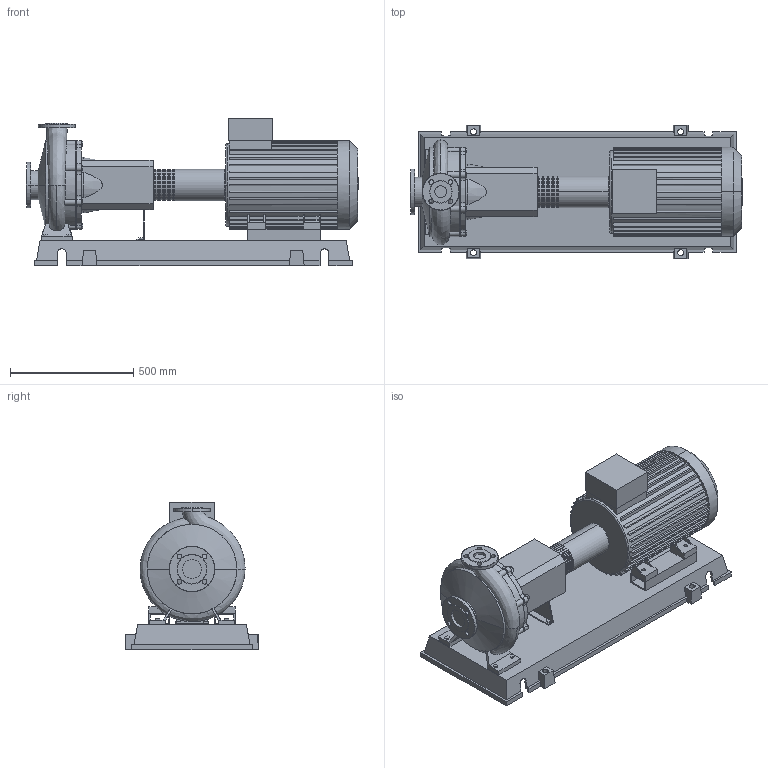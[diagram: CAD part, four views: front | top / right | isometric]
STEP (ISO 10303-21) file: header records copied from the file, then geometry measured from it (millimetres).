
FILE_DESCRIPTION((''),'2;1');
FILE_NAME('3d_NL40_315-22-2-12-4109027.stp','2015-03-03T07:08:10',(''),(''),'Mechanical Desktop 2009','Mechanical Desktop 2009',', , ');
FILE_SCHEMA(('CONFIG_CONTROL_DESIGN'));
Length unit declared in the file: millimetre
Products named in the file (1): Product
Bounding box: 1346 x 540 x 600 mm (x, y, z)
Volume: 98478302.8 mm3; surface area: 4729039.7 mm2
Topology: 13 solids, 13 shells, 873 faces, 2298 edges, 1511 vertices
Faces by surface type: plane 442, bspline 210, cylinder 205, cone 10, torus 6
Entity records: 31543 total; most frequent: CARTESIAN_POINT 10023, ORIENTED_EDGE 4598, DIRECTION 4223, EDGE_CURVE 2299, VERTEX_POINT 1510, VECTOR 1463, LINE 1463, AXIS2_PLACEMENT_3D 1380
